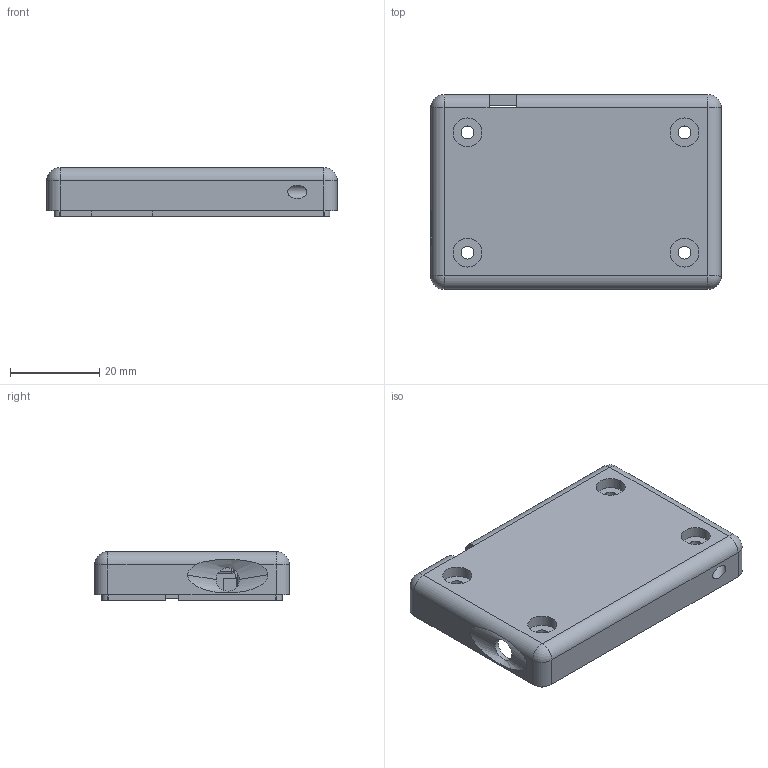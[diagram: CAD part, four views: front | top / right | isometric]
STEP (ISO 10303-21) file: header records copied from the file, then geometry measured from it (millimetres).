
FILE_DESCRIPTION(('FreeCAD Model'),'2;1');
FILE_NAME('Open CASCADE Shape Model','2025-09-17T14:32:50',(''),(''), 'Open CASCADE STEP processor 7.8','FreeCAD','Unknown');
FILE_SCHEMA(('AUTOMOTIVE_DESIGN { 1 0 10303 214 1 1 1 1 }'));
Length unit declared in the file: millimetre
Products named in the file (1): Body001
Bounding box: 65.25 x 43.75 x 11 mm (x, y, z)
Volume: 10762.7 mm3; surface area: 10919.9 mm2
Topology: 1 solids, 1 shells, 300 faces, 782 edges, 467 vertices
Faces by surface type: plane 145, cylinder 98, bspline 19, sphere 19, cone 15, torus 4
Full cylindrical faces by diameter (mm): 2.9 x4, 3 x1, 5 x1, 5.25 x1, 6.501 x4, 8.501 x4
Entity records: 9752 total; most frequent: CARTESIAN_POINT 2568, ORIENTED_EDGE 1526, DIRECTION 1475, EDGE_CURVE 763, AXIS2_PLACEMENT_3D 535, VERTEX_POINT 467, LINE 405, VECTOR 405
